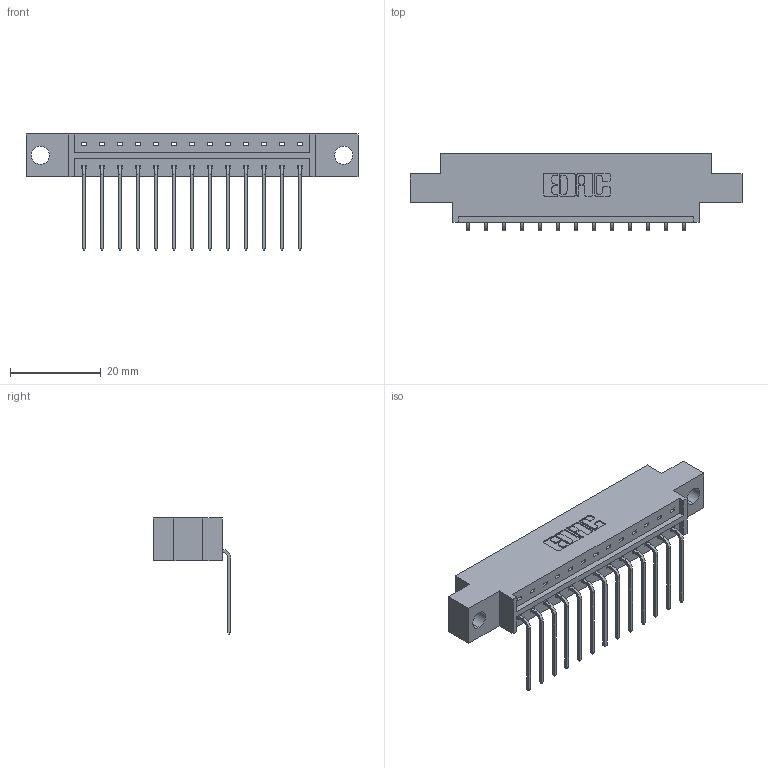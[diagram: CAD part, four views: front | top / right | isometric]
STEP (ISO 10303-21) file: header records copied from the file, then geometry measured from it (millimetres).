
FILE_DESCRIPTION (( 'STEP AP203' ), '1' );
FILE_NAME ('833-013-559-604.STEP', '2020-05-31T00:38:52', ( '' ), ( '' ), 'SwSTEP 2.0', 'SolidWorks 2020', '' );
FILE_SCHEMA (( 'CONFIG_CONTROL_DESIGN' ));
Length unit declared in the file: inch
Products named in the file (3): 345-292-001_558 559 Tail - 1; 833-013-559-604; 833 Part_Offset - .156 Dia - TH
Assembly tree (14 placements, depth 2):
  833-013-559-604
    833 Part_Offset - .156 Dia - TH
    345-292-001_558 559 Tail - 1  x13
Bounding box: 73.05 x 17.09 x 25.53 mm (x, y, z)
Volume: 6829.2 mm3; surface area: 7458.2 mm2
Topology: 14 solids, 14 shells, 898 faces, 2689 edges, 1774 vertices
Faces by surface type: plane 646, cylinder 252
Entity records: 11917 total; most frequent: CARTESIAN_POINT 2069, ORIENTED_EDGE 2018, DIRECTION 1803, EDGE_CURVE 1009, VECTOR 881, LINE 881, VERTEX_POINT 670, AXIS2_PLACEMENT_3D 461
